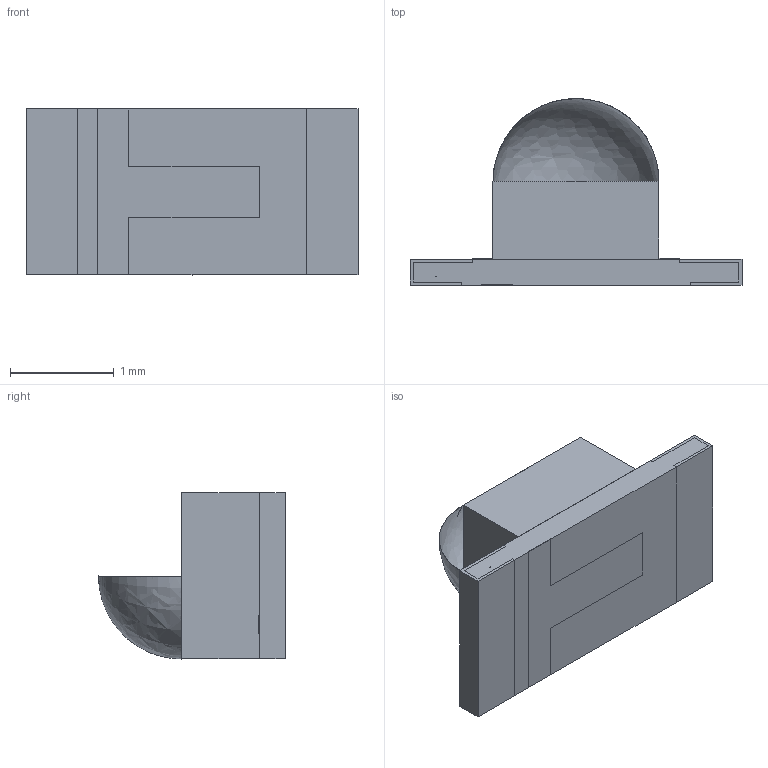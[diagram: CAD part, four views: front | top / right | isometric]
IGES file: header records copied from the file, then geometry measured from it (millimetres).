
Start section: SolidWorks IGES file using analytic representation for surfaces
Global section: file name: APTD3216.IGS; native system: SolidWorks 2014; preprocessor: SolidWorks 2014; author: evant; date: 200129.145935; units: millimetre
Bounding box: 3.2 x 1.8 x 1.6 mm (x, y, z)
Surface area: 39.5 mm2 (no closed solid volume)
Topology: 0 solids, 0 shells, 81 faces, 384 edges, 382 vertices
Faces by surface type: bspline 79, revolution 2
